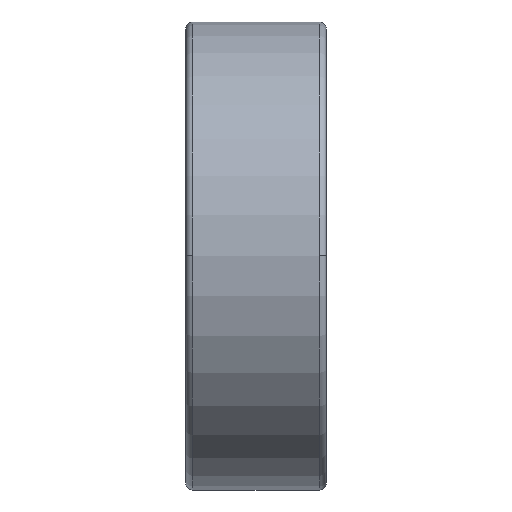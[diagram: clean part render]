
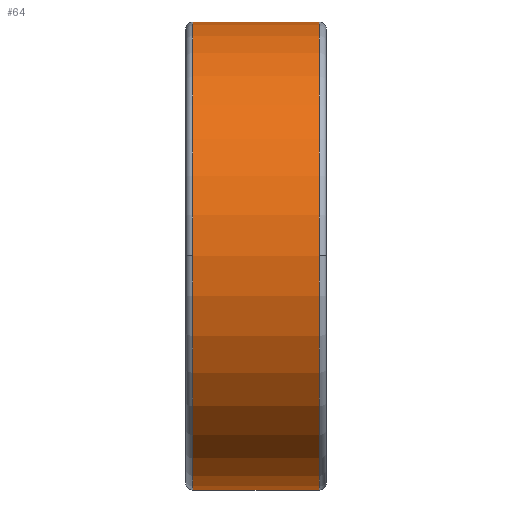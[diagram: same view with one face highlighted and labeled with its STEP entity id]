
A CAD part, top view. The second image highlights one B-rep face of the part: STEP entity #64.
In plain terms, the highlighted cylindrical face has radius 20 mm (diameter 40 mm), a partial arc.
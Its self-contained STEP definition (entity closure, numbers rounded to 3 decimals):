
#64=ADVANCED_FACE('',(#215),#216,.T.);
#215=FACE_OUTER_BOUND('',#539,.T.);
#216=CYLINDRICAL_SURFACE('',#540,20.0);
#539=EDGE_LOOP('',(#877,#878,#879,#880,#881,#882));
#540=AXIS2_PLACEMENT_3D('',#883,#884,#885);
#877=ORIENTED_EDGE('',*,*,#2131,.F.);
#878=ORIENTED_EDGE('',*,*,#2132,.T.);
#879=ORIENTED_EDGE('',*,*,#2133,.T.);
#880=ORIENTED_EDGE('',*,*,#2134,.F.);
#881=ORIENTED_EDGE('',*,*,#2135,.F.);
#882=ORIENTED_EDGE('',*,*,#2127,.F.);
#883=CARTESIAN_POINT('',(6.0,0.0,0.0));
#884=DIRECTION('',(1.0,0.0,0.0));
#885=DIRECTION('',(0.0,1.0,0.0));
#2127=EDGE_CURVE('',#2542,#2544,#2545,.T.);
#2131=EDGE_CURVE('',#2551,#2542,#2552,.T.);
#2132=EDGE_CURVE('',#2551,#2553,#2554,.T.);
#2133=EDGE_CURVE('',#2553,#2555,#2556,.T.);
#2134=EDGE_CURVE('',#2557,#2555,#2558,.T.);
#2135=EDGE_CURVE('',#2544,#2557,#2559,.T.);
#2542=VERTEX_POINT('',#3238);
#2544=VERTEX_POINT('',#3240);
#2545=CIRCLE('',#3241,20.0);
#2551=VERTEX_POINT('',#3247);
#2552=LINE('',#3248,#3249);
#2553=VERTEX_POINT('',#3250);
#2554=CIRCLE('',#3251,20.0);
#2555=VERTEX_POINT('',#3252);
#2556=CIRCLE('',#3253,20.0);
#2557=VERTEX_POINT('',#3254);
#2558=LINE('',#3255,#3256);
#2559=CIRCLE('',#3257,20.0);
#3238=CARTESIAN_POINT('',(11.4,20.0,0.0));
#3240=CARTESIAN_POINT('',(11.4,0.,20.0));
#3241=AXIS2_PLACEMENT_3D('',#4927,#4928,#4929);
#3247=CARTESIAN_POINT('',(0.6,20.0,0.0));
#3248=CARTESIAN_POINT('',(6.0,20.0,0.));
#3249=VECTOR('',#4939,1.0);
#3250=CARTESIAN_POINT('',(0.6,0.,20.0));
#3251=AXIS2_PLACEMENT_3D('',#4940,#4941,#4942);
#3252=CARTESIAN_POINT('',(0.6,-20.0,0.));
#3253=AXIS2_PLACEMENT_3D('',#4943,#4944,#4945);
#3254=CARTESIAN_POINT('',(11.4,-20.0,0.));
#3255=CARTESIAN_POINT('',(6.0,-20.0,0.));
#3256=VECTOR('',#4946,1.0);
#3257=AXIS2_PLACEMENT_3D('',#4947,#4948,#4949);
#4927=CARTESIAN_POINT('',(11.4,0.0,0.0));
#4928=DIRECTION('',(1.0,0.0,0.0));
#4929=DIRECTION('',(0.0,1.0,0.0));
#4939=DIRECTION('',(1.0,0.0,0.0));
#4940=CARTESIAN_POINT('',(0.6,0.0,0.0));
#4941=DIRECTION('',(1.0,0.0,0.0));
#4942=DIRECTION('',(0.0,1.0,0.0));
#4943=CARTESIAN_POINT('',(0.6,0.0,0.0));
#4944=DIRECTION('',(1.0,0.0,0.0));
#4945=DIRECTION('',(0.0,1.0,0.0));
#4946=DIRECTION('',(-1.0,-0.0,-0.0));
#4947=CARTESIAN_POINT('',(11.4,0.0,0.0));
#4948=DIRECTION('',(1.0,0.0,0.0));
#4949=DIRECTION('',(0.0,1.0,0.0));
